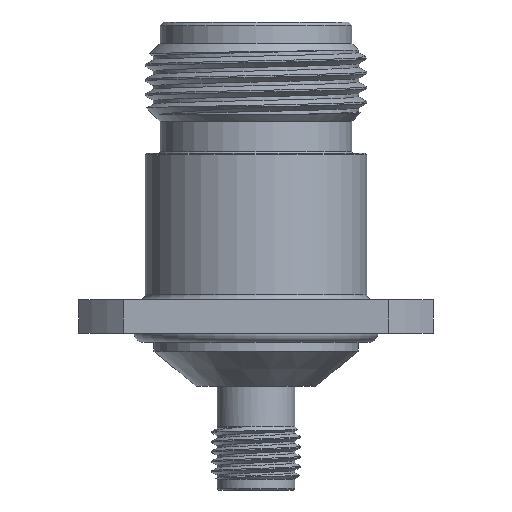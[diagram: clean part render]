
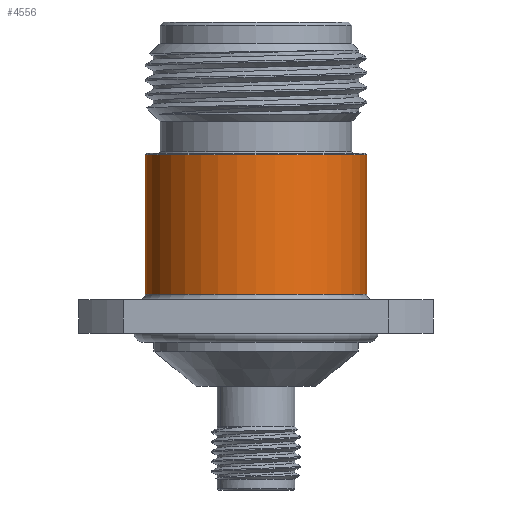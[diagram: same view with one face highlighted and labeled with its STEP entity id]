
A CAD part, front view. The second image highlights one B-rep face of the part: STEP entity #4556.
In plain terms, the highlighted cylindrical face has radius 7.938 mm (diameter 15.875 mm), a partial arc.
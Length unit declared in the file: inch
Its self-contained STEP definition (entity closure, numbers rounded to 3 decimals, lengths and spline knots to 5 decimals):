
#44 = CIRCLE ( 'NONE', #7197, 0.3125 ) ;
#212 = VECTOR ( 'NONE', #7493, 39.37008 ) ;
#599 = FACE_OUTER_BOUND ( 'NONE', #7567, .T. ) ;
#636 = DIRECTION ( 'NONE',  ( 0., 0., -1. ) ) ;
#683 = LINE ( 'NONE', #7549, #3644 ) ;
#768 = VERTEX_POINT ( 'NONE', #4845 ) ;
#1241 = CARTESIAN_POINT ( 'NONE',  ( 0., 0., 0.408 ) ) ;
#1508 = LINE ( 'NONE', #3501, #212 ) ;
#1907 = CARTESIAN_POINT ( 'NONE',  ( 0.3125, 0., 0.015 ) ) ;
#1963 = ORIENTED_EDGE ( 'NONE', *, *, #2691, .T. ) ;
#2046 = ORIENTED_EDGE ( 'NONE', *, *, #5615, .F. ) ;
#2235 = CYLINDRICAL_SURFACE ( 'NONE', #4881, 0.3125 ) ;
#2464 = CARTESIAN_POINT ( 'NONE',  ( 0.3125, 0., 0.408 ) ) ;
#2691 = EDGE_CURVE ( 'NONE', #5407, #4272, #44, .T. ) ;
#3007 = DIRECTION ( 'NONE',  ( -1., 0., 0. ) ) ;
#3093 = CARTESIAN_POINT ( 'NONE',  ( 0., 0., -0.037 ) ) ;
#3126 = DIRECTION ( 'NONE',  ( 0., 0., 1. ) ) ;
#3501 = CARTESIAN_POINT ( 'NONE',  ( 0.3125, 0., -0.037 ) ) ;
#3644 = VECTOR ( 'NONE', #4660, 39.37008 ) ;
#4261 = CIRCLE ( 'NONE', #4491, 0.3125 ) ;
#4272 = VERTEX_POINT ( 'NONE', #1907 ) ;
#4491 = AXIS2_PLACEMENT_3D ( 'NONE', #1241, #636, #3007 ) ;
#4556 = ADVANCED_FACE ( 'NONE', ( #599 ), #2235, .T. ) ;
#4660 = DIRECTION ( 'NONE',  ( 0., 0., 1. ) ) ;
#4845 = CARTESIAN_POINT ( 'NONE',  ( -0.3125, 0., 0.408 ) ) ;
#4881 = AXIS2_PLACEMENT_3D ( 'NONE', #3093, #3126, #5482 ) ;
#5014 = CARTESIAN_POINT ( 'NONE',  ( 0., 0., 0.015 ) ) ;
#5017 = CARTESIAN_POINT ( 'NONE',  ( -0.3125, 0., 0.015 ) ) ;
#5048 = DIRECTION ( 'NONE',  ( 0., 0., 1. ) ) ;
#5401 = ORIENTED_EDGE ( 'NONE', *, *, #6813, .T. ) ;
#5407 = VERTEX_POINT ( 'NONE', #5017 ) ;
#5482 = DIRECTION ( 'NONE',  ( 1., 0., 0. ) ) ;
#5615 = EDGE_CURVE ( 'NONE', #5407, #768, #683, .T. ) ;
#6232 = DIRECTION ( 'NONE',  ( -1., 0., 0. ) ) ;
#6360 = ORIENTED_EDGE ( 'NONE', *, *, #6726, .T. ) ;
#6726 = EDGE_CURVE ( 'NONE', #4272, #7425, #1508, .T. ) ;
#6813 = EDGE_CURVE ( 'NONE', #7425, #768, #4261, .T. ) ;
#7197 = AXIS2_PLACEMENT_3D ( 'NONE', #5014, #5048, #6232 ) ;
#7425 = VERTEX_POINT ( 'NONE', #2464 ) ;
#7493 = DIRECTION ( 'NONE',  ( 0., 0., 1. ) ) ;
#7549 = CARTESIAN_POINT ( 'NONE',  ( -0.3125, 0., -0.037 ) ) ;
#7567 = EDGE_LOOP ( 'NONE', ( #2046, #1963, #6360, #5401 ) ) ;
